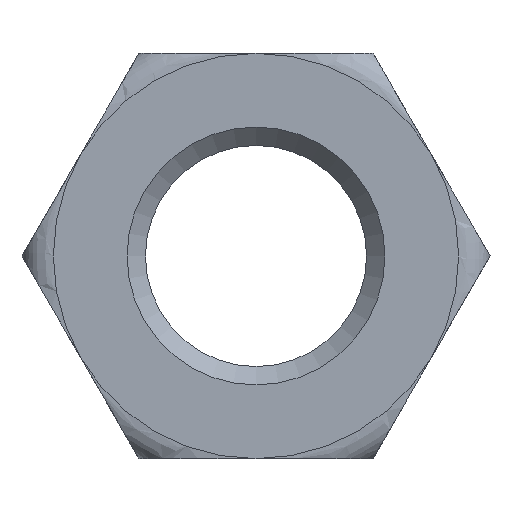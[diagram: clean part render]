
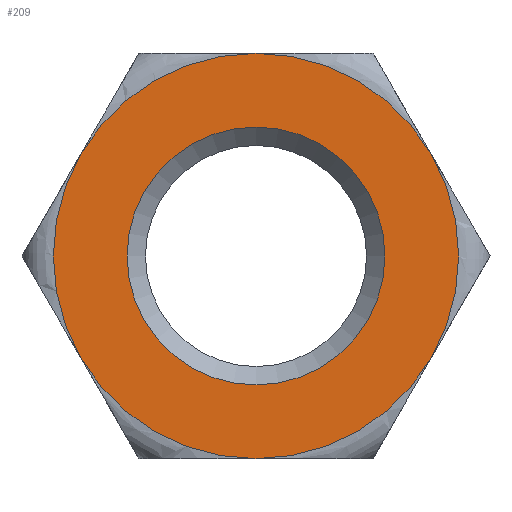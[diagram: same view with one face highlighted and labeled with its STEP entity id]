
A CAD part, front view. The second image highlights one B-rep face of the part: STEP entity #209.
In plain terms, the highlighted planar face has unit normal (0, -1, 0).
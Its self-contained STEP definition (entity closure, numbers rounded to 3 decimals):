
#3 = VERTEX_POINT ( 'NONE', #317 ) ;
#29 = AXIS2_PLACEMENT_3D ( 'NONE', #299, #606, #901 ) ;
#33 = EDGE_CURVE ( 'NONE', #875, #150, #331, .T. ) ;
#36 = DIRECTION ( 'NONE',  ( -1., 0., 0. ) ) ;
#43 = DIRECTION ( 'NONE',  ( 0., 1., 0. ) ) ;
#63 = DIRECTION ( 'NONE',  ( 1., 0., 0. ) ) ;
#66 = CARTESIAN_POINT ( 'NONE',  ( 0., -2.75, 0. ) ) ;
#73 = CARTESIAN_POINT ( 'NONE',  ( 0., -2.75, 0. ) ) ;
#77 = AXIS2_PLACEMENT_3D ( 'NONE', #702, #633, #159 ) ;
#85 = ORIENTED_EDGE ( 'NONE', *, *, #392, .F. ) ;
#125 = CIRCLE ( 'NONE', #29, 3.5 ) ;
#143 = ORIENTED_EDGE ( 'NONE', *, *, #927, .F. ) ;
#150 = VERTEX_POINT ( 'NONE', #424 ) ;
#158 = EDGE_CURVE ( 'NONE', #804, #402, #496, .T. ) ;
#159 = DIRECTION ( 'NONE',  ( 0., 0., 1. ) ) ;
#177 = CIRCLE ( 'NONE', #829, 5.5 ) ;
#179 = ORIENTED_EDGE ( 'NONE', *, *, #715, .T. ) ;
#180 = CARTESIAN_POINT ( 'NONE',  ( 4.763, -2.75, 2.75 ) ) ;
#208 = CARTESIAN_POINT ( 'NONE',  ( 0., -2.75, 0. ) ) ;
#209 = ADVANCED_FACE ( 'NONE', ( #904, #226 ), #536, .F. ) ;
#226 = FACE_OUTER_BOUND ( 'NONE', #323, .T. ) ;
#289 = CARTESIAN_POINT ( 'NONE',  ( 4.763, -2.75, -2.75 ) ) ;
#296 = CARTESIAN_POINT ( 'NONE',  ( 0., -2.75, 3.5 ) ) ;
#299 = CARTESIAN_POINT ( 'NONE',  ( 0., -2.75, 0. ) ) ;
#317 = CARTESIAN_POINT ( 'NONE',  ( 0., -2.75, 5.5 ) ) ;
#323 = EDGE_LOOP ( 'NONE', ( #85, #605, #773, #143, #421, #385 ) ) ;
#331 = CIRCLE ( 'NONE', #512, 5.5 ) ;
#357 = VERTEX_POINT ( 'NONE', #296 ) ;
#361 = DIRECTION ( 'NONE',  ( 0., 1., 0. ) ) ;
#385 = ORIENTED_EDGE ( 'NONE', *, *, #700, .F. ) ;
#392 = EDGE_CURVE ( 'NONE', #402, #453, #934, .T. ) ;
#402 = VERTEX_POINT ( 'NONE', #289 ) ;
#421 = ORIENTED_EDGE ( 'NONE', *, *, #33, .F. ) ;
#424 = CARTESIAN_POINT ( 'NONE',  ( -4.763, -2.75, 2.75 ) ) ;
#429 = CIRCLE ( 'NONE', #795, 5.5 ) ;
#434 = CARTESIAN_POINT ( 'NONE',  ( -4.763, -2.75, -2.75 ) ) ;
#453 = VERTEX_POINT ( 'NONE', #766 ) ;
#496 = CIRCLE ( 'NONE', #674, 5.5 ) ;
#512 = AXIS2_PLACEMENT_3D ( 'NONE', #872, #642, #576 ) ;
#518 = DIRECTION ( 'NONE',  ( 1., 0., 0. ) ) ;
#536 = PLANE ( 'NONE',  #77 ) ;
#549 = AXIS2_PLACEMENT_3D ( 'NONE', #208, #975, #518 ) ;
#565 = CIRCLE ( 'NONE', #812, 5.5 ) ;
#576 = DIRECTION ( 'NONE',  ( 1., 0., 0. ) ) ;
#584 = CARTESIAN_POINT ( 'NONE',  ( 0., -2.75, 0. ) ) ;
#605 = ORIENTED_EDGE ( 'NONE', *, *, #158, .F. ) ;
#606 = DIRECTION ( 'NONE',  ( 0., 1., 0. ) ) ;
#613 = EDGE_CURVE ( 'NONE', #3, #804, #429, .T. ) ;
#633 = DIRECTION ( 'NONE',  ( 0., 1., 0. ) ) ;
#642 = DIRECTION ( 'NONE',  ( 0., 1., 0. ) ) ;
#674 = AXIS2_PLACEMENT_3D ( 'NONE', #73, #361, #685 ) ;
#683 = DIRECTION ( 'NONE',  ( 0., 1., 0. ) ) ;
#685 = DIRECTION ( 'NONE',  ( 1., 0., 0. ) ) ;
#700 = EDGE_CURVE ( 'NONE', #453, #875, #177, .T. ) ;
#702 = CARTESIAN_POINT ( 'NONE',  ( 0., -2.75, 0. ) ) ;
#715 = EDGE_CURVE ( 'NONE', #357, #357, #125, .T. ) ;
#728 = CARTESIAN_POINT ( 'NONE',  ( 0., -2.75, 0. ) ) ;
#748 = DIRECTION ( 'NONE',  ( 0., 1., 0. ) ) ;
#766 = CARTESIAN_POINT ( 'NONE',  ( 0., -2.75, -5.5 ) ) ;
#773 = ORIENTED_EDGE ( 'NONE', *, *, #613, .F. ) ;
#795 = AXIS2_PLACEMENT_3D ( 'NONE', #584, #683, #913 ) ;
#804 = VERTEX_POINT ( 'NONE', #180 ) ;
#812 = AXIS2_PLACEMENT_3D ( 'NONE', #728, #43, #36 ) ;
#829 = AXIS2_PLACEMENT_3D ( 'NONE', #66, #748, #63 ) ;
#872 = CARTESIAN_POINT ( 'NONE',  ( 0., -2.75, 0. ) ) ;
#875 = VERTEX_POINT ( 'NONE', #434 ) ;
#901 = DIRECTION ( 'NONE',  ( 0., 0., 1. ) ) ;
#904 = FACE_BOUND ( 'NONE', #912, .T. ) ;
#912 = EDGE_LOOP ( 'NONE', ( #179 ) ) ;
#913 = DIRECTION ( 'NONE',  ( 1., 0., 0. ) ) ;
#927 = EDGE_CURVE ( 'NONE', #150, #3, #565, .T. ) ;
#934 = CIRCLE ( 'NONE', #549, 5.5 ) ;
#975 = DIRECTION ( 'NONE',  ( 0., 1., 0. ) ) ;
